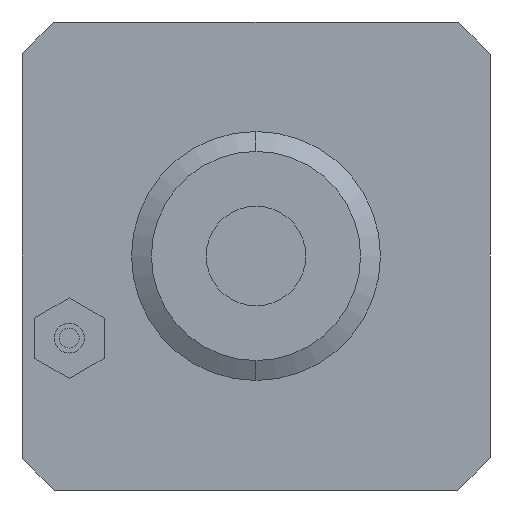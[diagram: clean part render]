
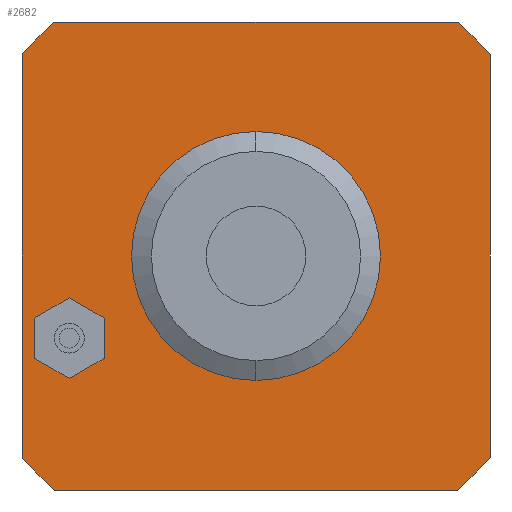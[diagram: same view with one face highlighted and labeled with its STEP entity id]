
A CAD part, left-side view. The second image highlights one B-rep face of the part: STEP entity #2682.
In plain terms, the highlighted planar face has unit normal (-1, 0, 0).
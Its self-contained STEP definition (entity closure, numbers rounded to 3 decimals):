
#1=CARTESIAN_POINT('',(-15.,0.,0.));
#2=DIRECTION('',(-1.,0.,0.));
#3=DIRECTION('',(0.,-0.652,-0.758));
#4=AXIS2_PLACEMENT_3D('',#1,#2,#3);
#220=DIRECTION('',(0.,1.,0.));
#221=VECTOR('',#220,80.87);
#222=CARTESIAN_POINT('',(-15.,-40.435,-47.));
#223=LINE('',#222,#221);
#224=DIRECTION('',(0.,0.,1.));
#225=VECTOR('',#224,80.87);
#226=CARTESIAN_POINT('',(-15.,47.,-40.435));
#227=LINE('',#226,#225);
#228=DIRECTION('',(0.,-1.,0.));
#229=VECTOR('',#228,80.87);
#230=CARTESIAN_POINT('',(-15.,40.435,47.));
#231=LINE('',#230,#229);
#232=DIRECTION('',(0.,0.,-1.));
#233=VECTOR('',#232,80.87);
#234=CARTESIAN_POINT('',(-15.,-47.,40.435));
#235=LINE('',#234,#233);
#236=CARTESIAN_POINT('',(-15.,0.,0.));
#237=DIRECTION('',(1.,0.,0.));
#238=DIRECTION('',(0.,-1.,0.));
#239=AXIS2_PLACEMENT_3D('',#236,#237,#238);
#241=CARTESIAN_POINT('',(-15.,0.,0.));
#242=DIRECTION('',(1.,0.,0.));
#243=DIRECTION('',(0.,1.,0.));
#244=AXIS2_PLACEMENT_3D('',#241,#242,#243);
#246=CARTESIAN_POINT('',(-15.,37.5,-16.5));
#247=DIRECTION('',(-1.,0.,0.));
#248=DIRECTION('',(0.,0.,1.));
#249=AXIS2_PLACEMENT_3D('',#246,#247,#248);
#251=CARTESIAN_POINT('',(-15.,37.5,-16.5));
#252=DIRECTION('',(-1.,0.,0.));
#253=DIRECTION('',(0.,0.,-1.));
#254=AXIS2_PLACEMENT_3D('',#251,#252,#253);
#256=CARTESIAN_POINT('',(-15.,0.,0.));
#257=DIRECTION('',(1.,0.,0.));
#258=DIRECTION('',(0.,0.652,-0.758));
#259=AXIS2_PLACEMENT_3D('',#256,#257,#258);
#269=CARTESIAN_POINT('',(-15.,0.,0.));
#270=DIRECTION('',(1.,0.,0.));
#271=DIRECTION('',(0.,0.758,0.652));
#272=AXIS2_PLACEMENT_3D('',#269,#270,#271);
#376=CARTESIAN_POINT('',(-15.,0.,0.));
#377=DIRECTION('',(-1.,0.,0.));
#378=DIRECTION('',(0.,-0.758,0.652));
#379=AXIS2_PLACEMENT_3D('',#376,#377,#378);
#1964=CARTESIAN_POINT('',(-15.,-40.435,-47.));
#1966=VERTEX_POINT('',#1964);
#1968=CARTESIAN_POINT('',(-15.,-40.435,47.));
#1970=VERTEX_POINT('',#1968);
#1972=CARTESIAN_POINT('',(-15.,-47.,-40.435));
#1974=VERTEX_POINT('',#1972);
#1976=CARTESIAN_POINT('',(-15.,-47.,40.435));
#1978=VERTEX_POINT('',#1976);
#1987=CARTESIAN_POINT('',(-15.,40.435,-47.));
#1988=VERTEX_POINT('',#1987);
#1989=CARTESIAN_POINT('',(-15.,47.,-40.435));
#1990=CARTESIAN_POINT('',(-15.,47.,40.435));
#1991=VERTEX_POINT('',#1989);
#1992=VERTEX_POINT('',#1990);
#1993=CARTESIAN_POINT('',(-15.,40.435,47.));
#1994=VERTEX_POINT('',#1993);
#2105=CARTESIAN_POINT('',(-15.,-23.,0.));
#2106=CARTESIAN_POINT('',(-15.,23.,0.));
#2107=VERTEX_POINT('',#2105);
#2108=VERTEX_POINT('',#2106);
#2265=CARTESIAN_POINT('',(-15.,37.5,-9.5));
#2266=CARTESIAN_POINT('',(-15.,37.5,-23.5));
#2267=VERTEX_POINT('',#2265);
#2268=VERTEX_POINT('',#2266);
#2650=CARTESIAN_POINT('',(-15.,0.,0.));
#2651=DIRECTION('',(-1.,0.,0.));
#2652=DIRECTION('',(0.,0.,1.));
#2653=AXIS2_PLACEMENT_3D('',#2650,#2651,#2652);
#2654=PLANE('',#2653);
#2655=ORIENTED_EDGE('',*,*,#2513,.T.);
#2657=ORIENTED_EDGE('',*,*,#2656,.T.);
#2659=ORIENTED_EDGE('',*,*,#2658,.T.);
#2661=ORIENTED_EDGE('',*,*,#2660,.T.);
#2663=ORIENTED_EDGE('',*,*,#2662,.T.);
#2665=ORIENTED_EDGE('',*,*,#2664,.F.);
#2666=ORIENTED_EDGE('',*,*,#2642,.T.);
#2667=ORIENTED_EDGE('',*,*,#2494,.F.);
#2668=EDGE_LOOP('',(#2655,#2657,#2659,#2661,#2663,#2665,#2666,#2667));
#2669=FACE_OUTER_BOUND('',#2668,.F.);
#2671=ORIENTED_EDGE('',*,*,#2670,.F.);
#2673=ORIENTED_EDGE('',*,*,#2672,.F.);
#2674=EDGE_LOOP('',(#2671,#2673));
#2675=FACE_BOUND('',#2674,.F.);
#2677=ORIENTED_EDGE('',*,*,#2676,.T.);
#2679=ORIENTED_EDGE('',*,*,#2678,.T.);
#2680=EDGE_LOOP('',(#2677,#2679));
#2681=FACE_BOUND('',#2680,.F.);
#2682=ADVANCED_FACE('',(#2669,#2675,#2681),#2654,.T.);
#5=CIRCLE('',#4,62.);
#240=CIRCLE('',#239,23.);
#245=CIRCLE('',#244,23.);
#250=CIRCLE('',#249,7.);
#255=CIRCLE('',#254,7.);
#260=CIRCLE('',#259,62.);
#273=CIRCLE('',#272,62.);
#380=CIRCLE('',#379,62.);
#2494=EDGE_CURVE('',#1966,#1974,#5,.T.);
#2513=EDGE_CURVE('',#1966,#1988,#223,.T.);
#2642=EDGE_CURVE('',#1978,#1974,#235,.T.);
#2656=EDGE_CURVE('',#1988,#1991,#260,.T.);
#2658=EDGE_CURVE('',#1991,#1992,#227,.T.);
#2660=EDGE_CURVE('',#1992,#1994,#273,.T.);
#2662=EDGE_CURVE('',#1994,#1970,#231,.T.);
#2664=EDGE_CURVE('',#1978,#1970,#380,.T.);
#2670=EDGE_CURVE('',#2107,#2108,#240,.T.);
#2672=EDGE_CURVE('',#2108,#2107,#245,.T.);
#2676=EDGE_CURVE('',#2267,#2268,#250,.T.);
#2678=EDGE_CURVE('',#2268,#2267,#255,.T.);
